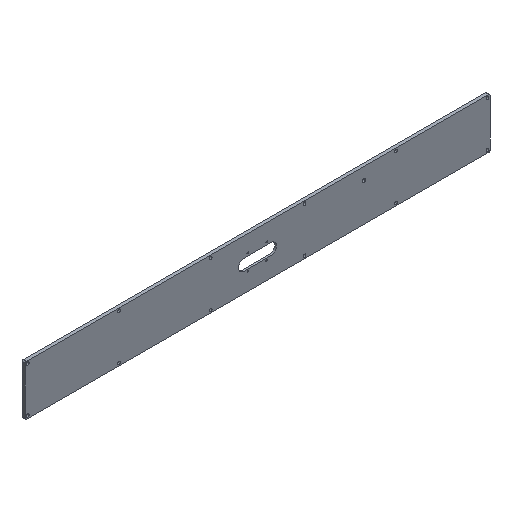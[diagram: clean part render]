
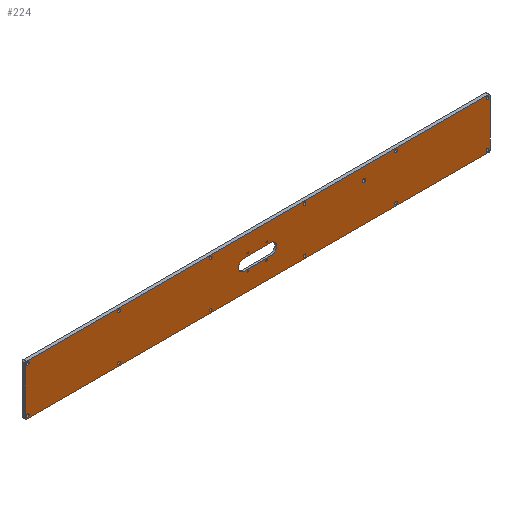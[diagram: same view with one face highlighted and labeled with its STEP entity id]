
A CAD part, isometric view. The second image highlights one B-rep face of the part: STEP entity #224.
In plain terms, the highlighted planar face has unit normal (0, -1, 0).
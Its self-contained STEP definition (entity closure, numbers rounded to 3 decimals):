
#54=PLANE('',#939);
#94=LINE('',#1339,#134);
#97=LINE('',#1349,#137);
#102=LINE('',#1364,#142);
#109=LINE('',#1387,#149);
#112=LINE('',#1395,#152);
#114=LINE('',#1401,#154);
#134=VECTOR('',#1106,1.);
#137=VECTOR('',#1119,1.);
#142=VECTOR('',#1132,1.);
#149=VECTOR('',#1155,1.);
#152=VECTOR('',#1164,1.);
#154=VECTOR('',#1172,1.);
#224=ADVANCED_FACE('',(#737,#738,#739,#740,#741,#742,#743,#744,#745,#746,
#747,#748,#749,#750,#751),#54,.T.);
#311=EDGE_LOOP('',(#493));
#312=EDGE_LOOP('',(#494,#495,#496,#497,#498,#499,#500,#501));
#313=EDGE_LOOP('',(#502));
#314=EDGE_LOOP('',(#503));
#315=EDGE_LOOP('',(#504));
#316=EDGE_LOOP('',(#505));
#317=EDGE_LOOP('',(#506));
#318=EDGE_LOOP('',(#507));
#319=EDGE_LOOP('',(#508));
#320=EDGE_LOOP('',(#509));
#321=EDGE_LOOP('',(#510));
#322=EDGE_LOOP('',(#511));
#323=EDGE_LOOP('',(#512));
#324=EDGE_LOOP('',(#513));
#325=EDGE_LOOP('',(#514,#515,#516,#517));
#493=ORIENTED_EDGE('',*,*,#617,.T.);
#494=ORIENTED_EDGE('',*,*,#591,.F.);
#495=ORIENTED_EDGE('',*,*,#597,.T.);
#496=ORIENTED_EDGE('',*,*,#606,.F.);
#497=ORIENTED_EDGE('',*,*,#609,.T.);
#498=ORIENTED_EDGE('',*,*,#610,.F.);
#499=ORIENTED_EDGE('',*,*,#613,.T.);
#500=ORIENTED_EDGE('',*,*,#615,.F.);
#501=ORIENTED_EDGE('',*,*,#616,.T.);
#502=ORIENTED_EDGE('',*,*,#533,.T.);
#503=ORIENTED_EDGE('',*,*,#535,.T.);
#504=ORIENTED_EDGE('',*,*,#537,.T.);
#505=ORIENTED_EDGE('',*,*,#539,.T.);
#506=ORIENTED_EDGE('',*,*,#541,.T.);
#507=ORIENTED_EDGE('',*,*,#543,.T.);
#508=ORIENTED_EDGE('',*,*,#545,.T.);
#509=ORIENTED_EDGE('',*,*,#547,.T.);
#510=ORIENTED_EDGE('',*,*,#549,.T.);
#511=ORIENTED_EDGE('',*,*,#551,.T.);
#512=ORIENTED_EDGE('',*,*,#553,.T.);
#513=ORIENTED_EDGE('',*,*,#555,.T.);
#514=ORIENTED_EDGE('',*,*,#590,.T.);
#515=ORIENTED_EDGE('',*,*,#586,.F.);
#516=ORIENTED_EDGE('',*,*,#585,.T.);
#517=ORIENTED_EDGE('',*,*,#589,.F.);
#533=EDGE_CURVE('',#775,#775,#629,.T.);
#535=EDGE_CURVE('',#777,#777,#631,.T.);
#537=EDGE_CURVE('',#779,#779,#633,.T.);
#539=EDGE_CURVE('',#781,#781,#635,.T.);
#541=EDGE_CURVE('',#783,#783,#637,.T.);
#543=EDGE_CURVE('',#785,#785,#639,.T.);
#545=EDGE_CURVE('',#787,#787,#641,.T.);
#547=EDGE_CURVE('',#789,#789,#643,.T.);
#549=EDGE_CURVE('',#791,#791,#645,.T.);
#551=EDGE_CURVE('',#793,#793,#647,.T.);
#553=EDGE_CURVE('',#795,#795,#649,.T.);
#555=EDGE_CURVE('',#797,#797,#651,.T.);
#585=EDGE_CURVE('',#818,#819,#94,.T.);
#586=EDGE_CURVE('',#818,#820,#662,.T.);
#589=EDGE_CURVE('',#821,#819,#663,.T.);
#590=EDGE_CURVE('',#821,#820,#97,.T.);
#591=EDGE_CURVE('',#822,#823,#664,.T.);
#597=EDGE_CURVE('',#822,#827,#102,.T.);
#606=EDGE_CURVE('',#834,#827,#670,.T.);
#609=EDGE_CURVE('',#834,#835,#109,.T.);
#610=EDGE_CURVE('',#836,#835,#671,.T.);
#613=EDGE_CURVE('',#836,#837,#112,.T.);
#615=EDGE_CURVE('',#838,#837,#672,.T.);
#616=EDGE_CURVE('',#838,#823,#114,.T.);
#617=EDGE_CURVE('',#839,#839,#673,.T.);
#629=CIRCLE('',#860,2.25);
#631=CIRCLE('',#863,2.25);
#633=CIRCLE('',#866,2.25);
#635=CIRCLE('',#869,2.25);
#637=CIRCLE('',#872,2.25);
#639=CIRCLE('',#875,2.25);
#641=CIRCLE('',#878,2.25);
#643=CIRCLE('',#881,2.25);
#645=CIRCLE('',#884,2.25);
#647=CIRCLE('',#887,2.25);
#649=CIRCLE('',#890,2.25);
#651=CIRCLE('',#893,2.25);
#662=CIRCLE('',#914,9.);
#663=CIRCLE('',#916,9.);
#664=CIRCLE('',#919,2.);
#670=CIRCLE('',#928,2.);
#671=CIRCLE('',#931,2.);
#672=CIRCLE('',#934,2.);
#673=CIRCLE('',#938,2.5);
#737=FACE_BOUND('',#311,.T.);
#738=FACE_BOUND('',#312,.T.);
#739=FACE_BOUND('',#313,.T.);
#740=FACE_BOUND('',#314,.T.);
#741=FACE_BOUND('',#315,.T.);
#742=FACE_BOUND('',#316,.T.);
#743=FACE_BOUND('',#317,.T.);
#744=FACE_BOUND('',#318,.T.);
#745=FACE_BOUND('',#319,.T.);
#746=FACE_BOUND('',#320,.T.);
#747=FACE_BOUND('',#321,.T.);
#748=FACE_BOUND('',#322,.T.);
#749=FACE_BOUND('',#323,.T.);
#750=FACE_BOUND('',#324,.T.);
#751=FACE_BOUND('',#325,.T.);
#775=VERTEX_POINT('',#1223);
#777=VERTEX_POINT('',#1228);
#779=VERTEX_POINT('',#1233);
#781=VERTEX_POINT('',#1238);
#783=VERTEX_POINT('',#1243);
#785=VERTEX_POINT('',#1248);
#787=VERTEX_POINT('',#1253);
#789=VERTEX_POINT('',#1258);
#791=VERTEX_POINT('',#1263);
#793=VERTEX_POINT('',#1268);
#795=VERTEX_POINT('',#1273);
#797=VERTEX_POINT('',#1278);
#818=VERTEX_POINT('',#1336);
#819=VERTEX_POINT('',#1338);
#820=VERTEX_POINT('',#1342);
#821=VERTEX_POINT('',#1346);
#822=VERTEX_POINT('',#1352);
#823=VERTEX_POINT('',#1353);
#827=VERTEX_POINT('',#1363);
#834=VERTEX_POINT('',#1382);
#835=VERTEX_POINT('',#1386);
#836=VERTEX_POINT('',#1390);
#837=VERTEX_POINT('',#1394);
#838=VERTEX_POINT('',#1398);
#839=VERTEX_POINT('',#1405);
#860=AXIS2_PLACEMENT_3D('',#1222,#981,#982);
#863=AXIS2_PLACEMENT_3D('',#1227,#987,#988);
#866=AXIS2_PLACEMENT_3D('',#1232,#993,#994);
#869=AXIS2_PLACEMENT_3D('',#1237,#999,#1000);
#872=AXIS2_PLACEMENT_3D('',#1242,#1005,#1006);
#875=AXIS2_PLACEMENT_3D('',#1247,#1011,#1012);
#878=AXIS2_PLACEMENT_3D('',#1252,#1017,#1018);
#881=AXIS2_PLACEMENT_3D('',#1257,#1023,#1024);
#884=AXIS2_PLACEMENT_3D('',#1262,#1029,#1030);
#887=AXIS2_PLACEMENT_3D('',#1267,#1035,#1036);
#890=AXIS2_PLACEMENT_3D('',#1272,#1041,#1042);
#893=AXIS2_PLACEMENT_3D('',#1277,#1047,#1048);
#914=AXIS2_PLACEMENT_3D('',#1341,#1109,#1110);
#916=AXIS2_PLACEMENT_3D('',#1347,#1115,#1116);
#919=AXIS2_PLACEMENT_3D('',#1351,#1122,#1123);
#928=AXIS2_PLACEMENT_3D('',#1381,#1149,#1150);
#931=AXIS2_PLACEMENT_3D('',#1389,#1158,#1159);
#934=AXIS2_PLACEMENT_3D('',#1399,#1168,#1169);
#938=AXIS2_PLACEMENT_3D('',#1404,#1177,#1178);
#939=AXIS2_PLACEMENT_3D('',#1406,#1179,#1180);
#981=DIRECTION('',(0.,1.,0.));
#982=DIRECTION('',(-1.,0.,0.));
#987=DIRECTION('',(0.,1.,0.));
#988=DIRECTION('',(-1.,0.,0.));
#993=DIRECTION('',(0.,1.,0.));
#994=DIRECTION('',(-1.,0.,0.));
#999=DIRECTION('',(0.,1.,0.));
#1000=DIRECTION('',(1.,0.,0.));
#1005=DIRECTION('',(0.,1.,0.));
#1006=DIRECTION('',(1.,0.,0.));
#1011=DIRECTION('',(0.,1.,0.));
#1012=DIRECTION('',(1.,0.,0.));
#1017=DIRECTION('',(0.,1.,0.));
#1018=DIRECTION('',(-1.,0.,0.));
#1023=DIRECTION('',(0.,1.,0.));
#1024=DIRECTION('',(-1.,0.,0.));
#1029=DIRECTION('',(0.,1.,0.));
#1030=DIRECTION('',(-1.,0.,0.));
#1035=DIRECTION('',(0.,1.,0.));
#1036=DIRECTION('',(1.,0.,0.));
#1041=DIRECTION('',(0.,1.,0.));
#1042=DIRECTION('',(1.,0.,0.));
#1047=DIRECTION('',(0.,1.,0.));
#1048=DIRECTION('',(1.,0.,0.));
#1106=DIRECTION('',(-1.,0.,0.));
#1109=DIRECTION('',(0.,-1.,0.));
#1110=DIRECTION('',(0.707,0.,-0.707));
#1115=DIRECTION('',(0.,-1.,0.));
#1116=DIRECTION('',(-0.707,0.,0.707));
#1119=DIRECTION('',(1.,0.,0.));
#1122=DIRECTION('',(0.,1.,0.));
#1123=DIRECTION('',(0.707,0.,-0.707));
#1132=DIRECTION('',(0.,0.,1.));
#1149=DIRECTION('',(0.,1.,0.));
#1150=DIRECTION('',(0.707,0.,0.707));
#1155=DIRECTION('',(-1.,0.,0.));
#1158=DIRECTION('',(0.,1.,0.));
#1159=DIRECTION('',(-0.707,0.,0.707));
#1164=DIRECTION('',(0.,0.,-1.));
#1168=DIRECTION('',(0.,1.,0.));
#1169=DIRECTION('',(-0.707,0.,-0.707));
#1172=DIRECTION('',(1.,0.,0.));
#1177=DIRECTION('',(0.,1.,0.));
#1178=DIRECTION('',(0.,0.,-1.));
#1179=DIRECTION('',(0.,-1.,0.));
#1180=DIRECTION('',(1.,0.,0.));
#1222=CARTESIAN_POINT('',(-689.306,404.475,16.25));
#1223=CARTESIAN_POINT('',(-691.556,404.475,16.25));
#1227=CARTESIAN_POINT('',(-544.306,404.475,16.25));
#1228=CARTESIAN_POINT('',(-546.556,404.475,16.25));
#1232=CARTESIAN_POINT('',(-399.306,404.475,16.25));
#1233=CARTESIAN_POINT('',(-401.556,404.475,16.25));
#1237=CARTESIAN_POINT('',(-838.306,404.475,16.25));
#1238=CARTESIAN_POINT('',(-836.056,404.475,16.25));
#1242=CARTESIAN_POINT('',(-983.306,404.475,16.25));
#1243=CARTESIAN_POINT('',(-981.056,404.475,16.25));
#1247=CARTESIAN_POINT('',(-1128.306,404.475,16.25));
#1248=CARTESIAN_POINT('',(-1126.056,404.475,16.25));
#1252=CARTESIAN_POINT('',(-689.306,404.475,87.75));
#1253=CARTESIAN_POINT('',(-691.556,404.475,87.75));
#1257=CARTESIAN_POINT('',(-544.306,404.475,87.75));
#1258=CARTESIAN_POINT('',(-546.556,404.475,87.75));
#1262=CARTESIAN_POINT('',(-399.306,404.475,87.75));
#1263=CARTESIAN_POINT('',(-401.556,404.475,87.75));
#1267=CARTESIAN_POINT('',(-838.306,404.475,87.75));
#1268=CARTESIAN_POINT('',(-836.056,404.475,87.75));
#1272=CARTESIAN_POINT('',(-983.306,404.475,87.75));
#1273=CARTESIAN_POINT('',(-981.056,404.475,87.75));
#1277=CARTESIAN_POINT('',(-1128.306,404.475,87.75));
#1278=CARTESIAN_POINT('',(-1126.056,404.475,87.75));
#1336=CARTESIAN_POINT('',(-742.806,404.475,43.));
#1338=CARTESIAN_POINT('',(-784.806,404.475,43.));
#1339=CARTESIAN_POINT('',(-778.806,404.475,43.));
#1341=CARTESIAN_POINT('',(-742.806,404.475,52.));
#1342=CARTESIAN_POINT('',(-742.806,404.475,61.));
#1346=CARTESIAN_POINT('',(-784.806,404.475,61.));
#1347=CARTESIAN_POINT('',(-784.806,404.475,52.));
#1349=CARTESIAN_POINT('',(-748.806,404.475,61.));
#1351=CARTESIAN_POINT('',(-397.306,404.475,14.25));
#1352=CARTESIAN_POINT('',(-395.306,404.475,14.25));
#1353=CARTESIAN_POINT('',(-397.306,404.475,12.25));
#1363=CARTESIAN_POINT('',(-395.306,404.475,89.75));
#1364=CARTESIAN_POINT('',(-395.306,404.475,12.25));
#1381=CARTESIAN_POINT('',(-397.306,404.475,89.75));
#1382=CARTESIAN_POINT('',(-397.306,404.475,91.75));
#1386=CARTESIAN_POINT('',(-1130.306,404.475,91.75));
#1387=CARTESIAN_POINT('',(-395.306,404.475,91.75));
#1389=CARTESIAN_POINT('',(-1130.306,404.475,89.75));
#1390=CARTESIAN_POINT('',(-1132.306,404.475,89.75));
#1394=CARTESIAN_POINT('',(-1132.306,404.475,14.25));
#1395=CARTESIAN_POINT('',(-1132.306,404.475,91.75));
#1398=CARTESIAN_POINT('',(-1130.306,404.475,12.25));
#1399=CARTESIAN_POINT('',(-1130.306,404.475,14.25));
#1401=CARTESIAN_POINT('',(-1132.306,404.475,12.25));
#1404=CARTESIAN_POINT('',(-595.306,404.475,72.25));
#1405=CARTESIAN_POINT('',(-595.306,404.475,69.75));
#1406=CARTESIAN_POINT('',(-763.806,404.475,52.));
